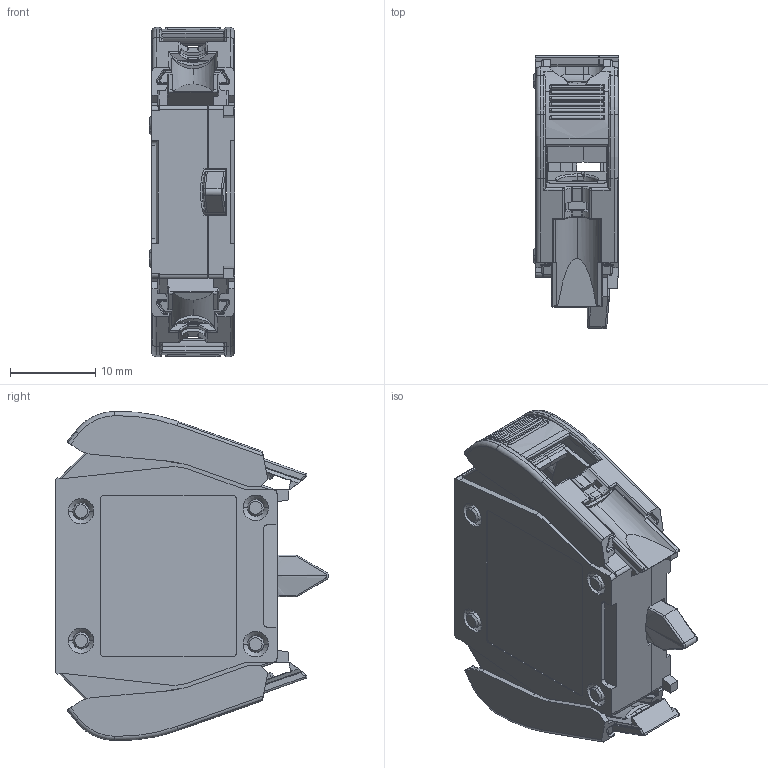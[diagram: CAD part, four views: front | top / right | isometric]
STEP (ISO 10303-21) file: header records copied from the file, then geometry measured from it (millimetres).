
FILE_DESCRIPTION (( 'STEP AP203' ), '1' );
FILE_NAME ('ECX1030N-2.step', '2025-02-06T16:19:38', ( '' ), ( '' ), 'SwSTEP 2.0', 'SolidWorks 2024', '' );
FILE_SCHEMA (( 'CONFIG_CONTROL_DESIGN' ));
Length unit declared in the file: inch
Products named in the file (1): ECX1030N-2
Bounding box: 10.05 x 32.04 x 38.64 mm (x, y, z)
Volume: 4033.9 mm3; surface area: 8615 mm2
Topology: 5 solids, 5 shells, 1545 faces, 4329 edges, 2796 vertices
Faces by surface type: plane 815, cylinder 491, torus 128, cone 52, bspline 38, sphere 21
Entity records: 52264 total; most frequent: CARTESIAN_POINT 13108, ORIENTED_EDGE 8602, DIRECTION 7857, EDGE_CURVE 4301, VERTEX_POINT 2783, VECTOR 2643, LINE 2643, AXIS2_PLACEMENT_3D 2607
